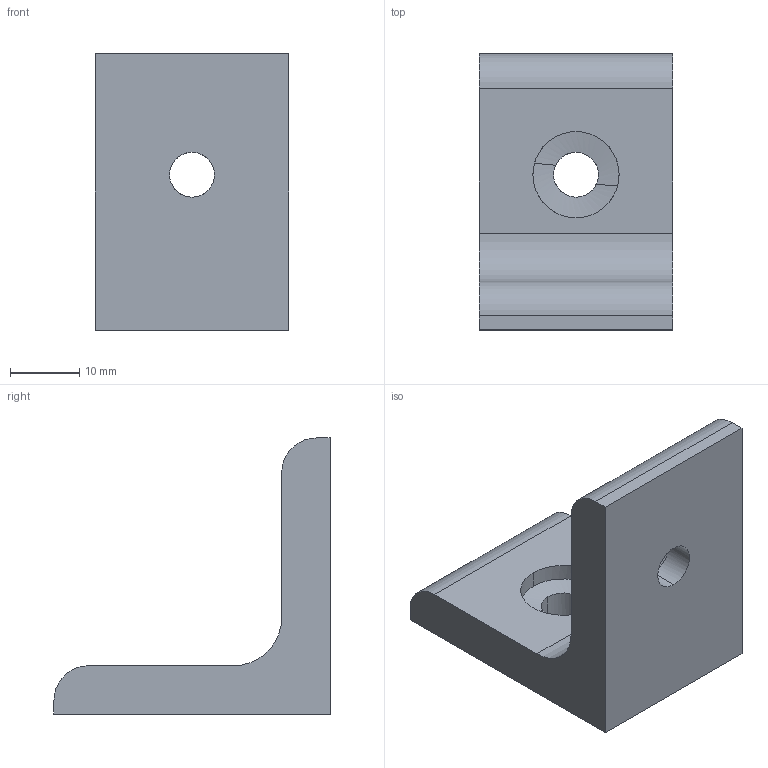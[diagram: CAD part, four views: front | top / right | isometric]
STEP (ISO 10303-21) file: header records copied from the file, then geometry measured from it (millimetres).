
FILE_DESCRIPTION (( 'STEP AP214' ), '1' );
FILE_NAME ('A384 Óãëîâîé àëþìèíèåâûé ñîåäèíèòåëü 30õ30, S=7.STEP', '2020-07-23T12:01:09', ( 'Ïîëüçîâàòåëü Windows' ), ( '' ), 'SwSTEP 2.0', 'SolidWorks 2020', '' );
FILE_SCHEMA (( 'AUTOMOTIVE_DESIGN' ));
Length unit declared in the file: millimetre
Products named in the file (1): A384 Óãëîâîé àëþìèíèåâûé ñîåäèíèòåëü 30õ30, S=7
Bounding box: 28 x 40 x 40 mm (x, y, z)
Volume: 13378.2 mm3; surface area: 5527.1 mm2
Topology: 1 solids, 1 shells, 23 faces, 63 edges, 42 vertices
Faces by surface type: cylinder 11, plane 8, bspline 4
Entity records: 821 total; most frequent: CARTESIAN_POINT 185, DIRECTION 129, ORIENTED_EDGE 126, EDGE_CURVE 63, AXIS2_PLACEMENT_3D 50, VERTEX_POINT 42, CIRCLE 30, LINE 29
